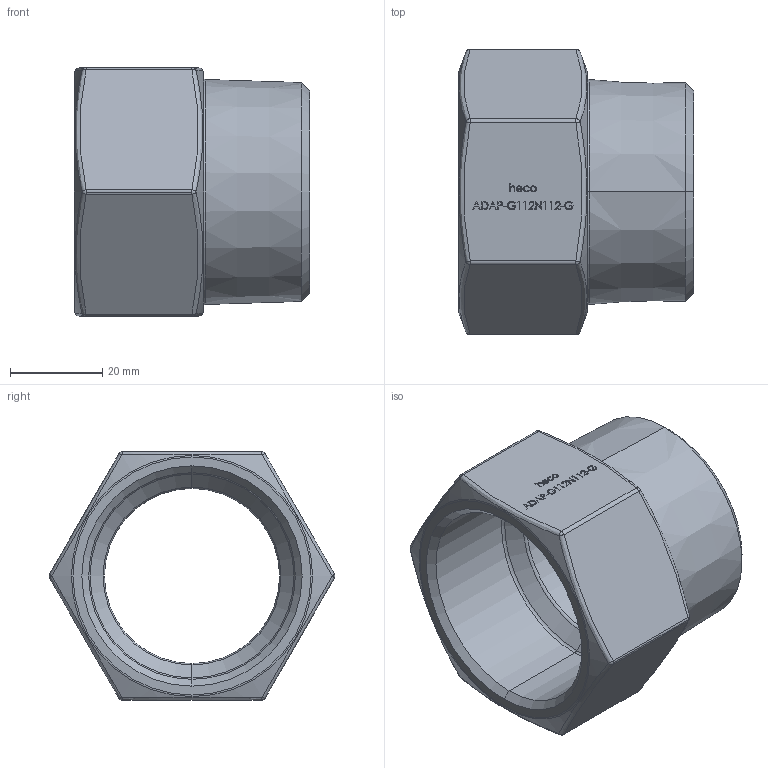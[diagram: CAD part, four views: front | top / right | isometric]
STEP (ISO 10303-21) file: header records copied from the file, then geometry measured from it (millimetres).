
FILE_DESCRIPTION (( 'STEP AP214' ), '1' );
FILE_NAME ('ADAP-G112N112-G Adapter.STEP', '2018-06-26T08:00:45', ( '' ), ( '' ), 'SwSTEP 2.0', 'SolidWorks 2016', '' );
FILE_SCHEMA (( 'AUTOMOTIVE_DESIGN' ));
Length unit declared in the file: millimetre
Products named in the file (1): ADAP-G112N112-G Adapter
Bounding box: 51 x 62.04 x 54 mm (x, y, z)
Volume: 43260.8 mm3; surface area: 17007.6 mm2
Topology: 1 solids, 1 shells, 282 faces, 712 edges, 454 vertices
Faces by surface type: plane 145, bspline 90, torus 12, cone 12, sphere 12, cylinder 11
Entity records: 15474 total; most frequent: CARTESIAN_POINT 6995, ORIENTED_EDGE 1412, DIRECTION 990, EDGE_CURVE 706, VERTEX_POINT 452, LINE 440, VECTOR 440, EDGE_LOOP 310
